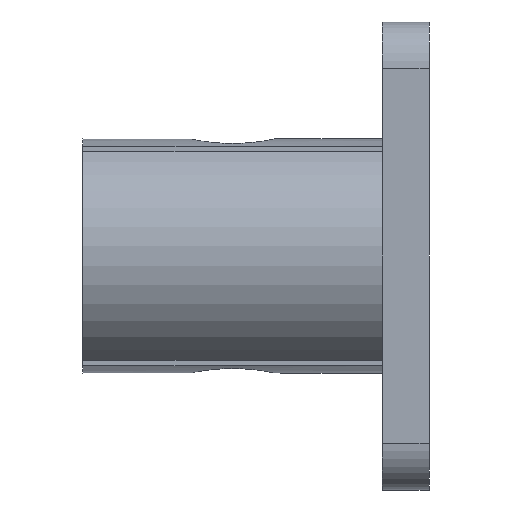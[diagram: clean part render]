
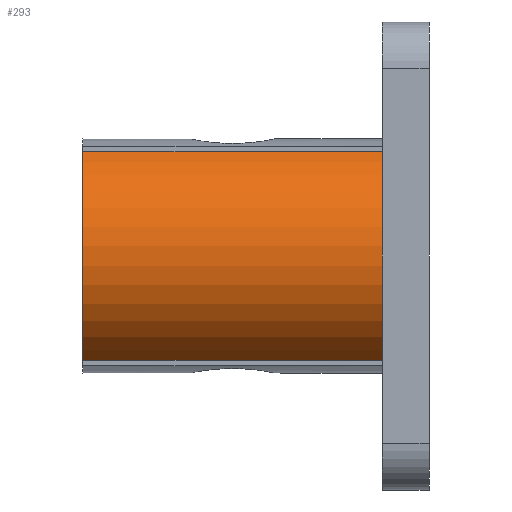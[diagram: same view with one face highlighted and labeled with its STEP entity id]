
A CAD part, left-side view. The second image highlights one B-rep face of the part: STEP entity #293.
In plain terms, the highlighted cylindrical face has radius 12.5 mm (diameter 25 mm), a partial arc.
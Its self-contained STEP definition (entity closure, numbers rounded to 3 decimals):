
#293 = ADVANCED_FACE( '', ( #607 ), #608, .T. );
#607 = FACE_OUTER_BOUND( '', #918, .T. );
#608 = CYLINDRICAL_SURFACE( '', #919, 12.5 );
#918 = EDGE_LOOP( '', ( #1736, #1737, #1738, #1739 ) );
#919 = AXIS2_PLACEMENT_3D( '', #1740, #1741, #1742 );
#1736 = ORIENTED_EDGE( '', *, *, #1874, .T. );
#1737 = ORIENTED_EDGE( '', *, *, #1979, .F. );
#1738 = ORIENTED_EDGE( '', *, *, #2071, .F. );
#1739 = ORIENTED_EDGE( '', *, *, #1830, .T. );
#1740 = CARTESIAN_POINT( '', ( 0., 37., 0. ) );
#1741 = DIRECTION( '', ( 0., 1., 0. ) );
#1742 = DIRECTION( '', ( 0., 0., -1. ) );
#1830 = EDGE_CURVE( '', #2198, #2196, #2199, .T. );
#1874 = EDGE_CURVE( '', #2196, #2271, #2273, .T. );
#1979 = EDGE_CURVE( '', #2432, #2271, #2434, .T. );
#2071 = EDGE_CURVE( '', #2198, #2432, #2555, .T. );
#2196 = VERTEX_POINT( '', #2710 );
#2198 = VERTEX_POINT( '', #2713 );
#2199 = LINE( '', #2714, #2715 );
#2271 = VERTEX_POINT( '', #2815 );
#2273 = CIRCLE( '', #2818, 12.5 );
#2432 = VERTEX_POINT( '', #3165 );
#2434 = LINE( '', #3168, #3169 );
#2555 = CIRCLE( '', #3339, 12.5 );
#2710 = CARTESIAN_POINT( '', ( -5.7, 5., -11.125 ) );
#2713 = CARTESIAN_POINT( '', ( -5.7, 37., -11.125 ) );
#2714 = CARTESIAN_POINT( '', ( -5.7, 37., -11.125 ) );
#2715 = VECTOR( '', #3443, 1000. );
#2815 = CARTESIAN_POINT( '', ( -5.7, 5., 11.125 ) );
#2818 = AXIS2_PLACEMENT_3D( '', #3500, #3501, #3502 );
#3165 = CARTESIAN_POINT( '', ( -5.7, 37., 11.125 ) );
#3168 = CARTESIAN_POINT( '', ( -5.7, 37., 11.125 ) );
#3169 = VECTOR( '', #3610, 1000. );
#3339 = AXIS2_PLACEMENT_3D( '', #3699, #3700, #3701 );
#3443 = DIRECTION( '', ( 0., -1., 0. ) );
#3500 = CARTESIAN_POINT( '', ( 0., 5., 0. ) );
#3501 = DIRECTION( '', ( 0., 1., 0. ) );
#3502 = DIRECTION( '', ( 1., 0., 0. ) );
#3610 = DIRECTION( '', ( 0., -1., 0. ) );
#3699 = CARTESIAN_POINT( '', ( 0., 37., 0. ) );
#3700 = DIRECTION( '', ( 0., 1., 0. ) );
#3701 = DIRECTION( '', ( 1., 0., 0. ) );
